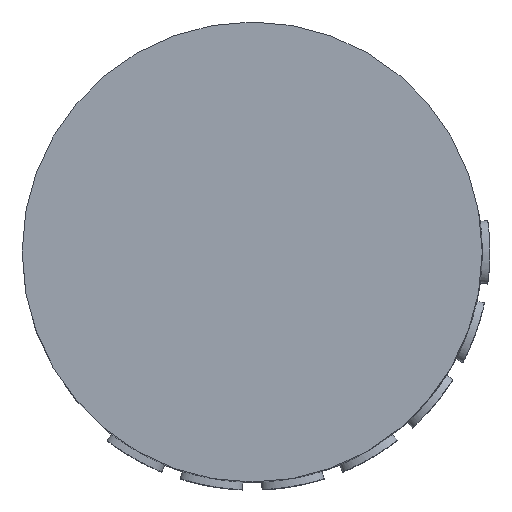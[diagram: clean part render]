
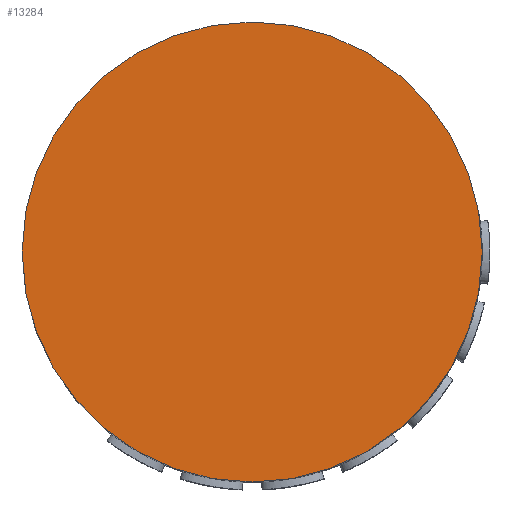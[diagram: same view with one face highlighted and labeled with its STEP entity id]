
A CAD part, top view. The second image highlights one B-rep face of the part: STEP entity #13284.
In plain terms, the highlighted planar face has unit normal (0, 0, 1).
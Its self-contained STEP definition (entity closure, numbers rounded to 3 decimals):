
#3643 = DIRECTION ( 'NONE',  ( 1., 0., 0. ) ) ;
#3790 = DIRECTION ( 'NONE',  ( 0., 0., 1. ) ) ;
#5615 = CARTESIAN_POINT ( 'NONE',  ( 0., 0., 10. ) ) ;
#5755 = VERTEX_POINT ( 'NONE', #22133 ) ;
#7111 = CARTESIAN_POINT ( 'NONE',  ( 0., 0., 10. ) ) ;
#8055 = CIRCLE ( 'NONE', #14225, 15. ) ;
#8079 = ORIENTED_EDGE ( 'NONE', *, *, #10704, .T. ) ;
#8985 = EDGE_LOOP ( 'NONE', ( #8079, #14310 ) ) ;
#10348 = EDGE_CURVE ( 'NONE', #28165, #5755, #8055, .T. ) ;
#10704 = EDGE_CURVE ( 'NONE', #5755, #28165, #29830, .T. ) ;
#13284 = ADVANCED_FACE ( 'NONE', ( #17224 ), #19353, .T. ) ;
#14225 = AXIS2_PLACEMENT_3D ( 'NONE', #5615, #3790, #3643 ) ;
#14310 = ORIENTED_EDGE ( 'NONE', *, *, #10348, .T. ) ;
#15928 = CARTESIAN_POINT ( 'NONE',  ( 15., 0., 10. ) ) ;
#17224 = FACE_OUTER_BOUND ( 'NONE', #8985, .T. ) ;
#18142 = AXIS2_PLACEMENT_3D ( 'NONE', #7111, #18993, #23725 ) ;
#18993 = DIRECTION ( 'NONE',  ( 0., 0., 1. ) ) ;
#19353 = PLANE ( 'NONE',  #22030 ) ;
#19504 = CARTESIAN_POINT ( 'NONE',  ( 0., 0., 10. ) ) ;
#22030 = AXIS2_PLACEMENT_3D ( 'NONE', #19504, #26521, #27398 ) ;
#22133 = CARTESIAN_POINT ( 'NONE',  ( -15., 0., 10. ) ) ;
#23725 = DIRECTION ( 'NONE',  ( 1., 0., 0. ) ) ;
#26521 = DIRECTION ( 'NONE',  ( 0., 0., 1. ) ) ;
#27398 = DIRECTION ( 'NONE',  ( 1., 0., 0. ) ) ;
#28165 = VERTEX_POINT ( 'NONE', #15928 ) ;
#29830 = CIRCLE ( 'NONE', #18142, 15. ) ;
